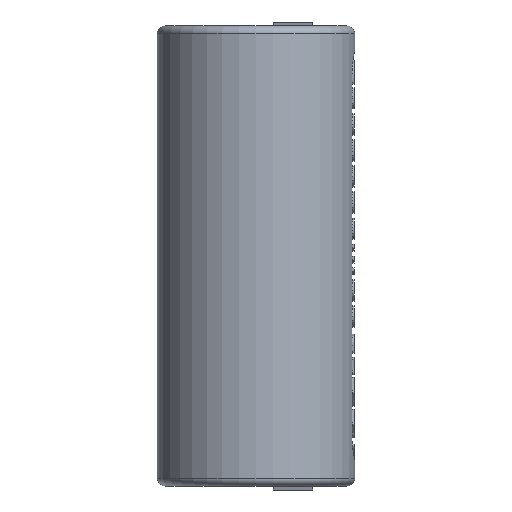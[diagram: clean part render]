
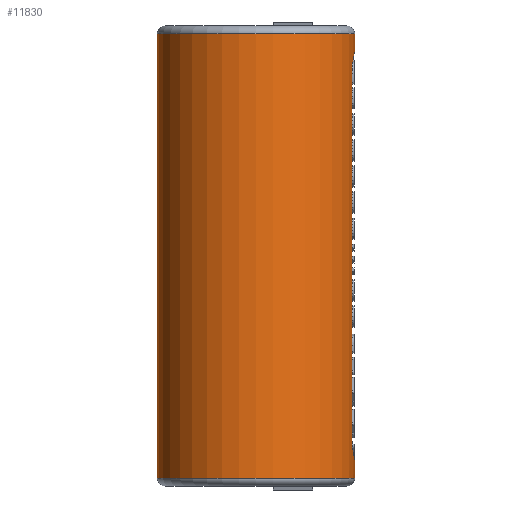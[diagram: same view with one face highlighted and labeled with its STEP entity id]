
A CAD part, front view. The second image highlights one B-rep face of the part: STEP entity #11830.
In plain terms, the highlighted cylindrical face has radius 6.25 mm (diameter 12.5 mm), a partial arc.
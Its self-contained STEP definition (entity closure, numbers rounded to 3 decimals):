
#125=CARTESIAN_POINT('',(0.,0.,-14.05));
#126=DIRECTION('',(0.,0.,-1.));
#127=DIRECTION('',(1.,0.,0.));
#128=AXIS2_PLACEMENT_3D('',#125,#126,#127);
#135=CARTESIAN_POINT('',(6.067,-1.5,11.5));
#136=CARTESIAN_POINT('',(6.067,-1.5,11.612));
#137=CARTESIAN_POINT('',(6.073,-1.475,11.832));
#138=CARTESIAN_POINT('',(6.1,-1.365,12.152));
#139=CARTESIAN_POINT('',(6.138,-1.184,12.441));
#140=CARTESIAN_POINT('',(6.181,-0.942,12.684));
#141=CARTESIAN_POINT('',(6.218,-0.652,12.865));
#142=CARTESIAN_POINT('',(6.244,-0.332,12.975));
#143=CARTESIAN_POINT('',(6.25,-0.112,13.));
#144=CARTESIAN_POINT('',(6.25,0.,13.));
#146=DIRECTION('',(0.,0.,1.));
#147=VECTOR('',#146,23.);
#148=CARTESIAN_POINT('',(6.067,-1.5,-11.5));
#149=LINE('',#148,#147);
#150=DIRECTION('',(0.,0.,1.));
#151=VECTOR('',#150,28.1);
#152=CARTESIAN_POINT('',(-6.25,0.,-14.05));
#153=LINE('',#152,#151);
#158=DIRECTION('',(0.,0.,1.));
#159=VECTOR('',#158,1.05);
#160=CARTESIAN_POINT('',(6.25,0.,13.));
#161=LINE('',#160,#159);
#162=DIRECTION('',(0.,0.,1.));
#163=VECTOR('',#162,1.05);
#164=CARTESIAN_POINT('',(6.25,0.,-14.05));
#165=LINE('',#164,#163);
#1735=CARTESIAN_POINT('',(6.25,0.,-13.));
#1736=CARTESIAN_POINT('',(6.25,-0.111,-13.));
#1737=CARTESIAN_POINT('',(6.244,-0.333,
-12.975));
#1738=CARTESIAN_POINT('',(6.218,-0.652,
-12.865));
#1739=CARTESIAN_POINT('',(6.181,-0.942,
-12.684));
#1740=CARTESIAN_POINT('',(6.138,-1.184,
-12.441));
#1741=CARTESIAN_POINT('',(6.1,-1.365,
-12.152));
#1742=CARTESIAN_POINT('',(6.073,-1.475,
-11.833));
#1743=CARTESIAN_POINT('',(6.067,-1.5,-11.611));
#1744=CARTESIAN_POINT('',(6.067,-1.5,-11.5));
#6275=CARTESIAN_POINT('',(0.,0.,14.05));
#6276=DIRECTION('',(0.,0.,1.));
#6277=DIRECTION('',(-1.,0.,0.));
#6278=AXIS2_PLACEMENT_3D('',#6275,#6276,#6277);
#9161=CARTESIAN_POINT('',(6.25,0.,14.05));
#9162=CARTESIAN_POINT('',(-6.25,0.,14.05));
#9163=VERTEX_POINT('',#9161);
#9164=VERTEX_POINT('',#9162);
#9169=CARTESIAN_POINT('',(-6.25,0.,-14.05));
#9170=CARTESIAN_POINT('',(6.25,0.,-14.05));
#9171=VERTEX_POINT('',#9169);
#9172=VERTEX_POINT('',#9170);
#9174=CARTESIAN_POINT('',(6.067,-1.5,-11.5));
#9176=VERTEX_POINT('',#9174);
#9181=VERTEX_POINT('',#1735);
#9186=CARTESIAN_POINT('',(6.067,-1.5,11.5));
#9187=VERTEX_POINT('',#9186);
#9190=VERTEX_POINT('',#144);
#11808=CARTESIAN_POINT('',(0.,0.,-14.55));
#11809=DIRECTION('',(0.,0.,1.));
#11810=DIRECTION('',(1.,0.,0.));
#11811=AXIS2_PLACEMENT_3D('',#11808,#11809,#11810);
#11812=CYLINDRICAL_SURFACE('',#11811,6.25);
#11814=ORIENTED_EDGE('',*,*,#11813,.F.);
#11816=ORIENTED_EDGE('',*,*,#11815,.F.);
#11818=ORIENTED_EDGE('',*,*,#11817,.F.);
#11820=ORIENTED_EDGE('',*,*,#11819,.F.);
#11822=ORIENTED_EDGE('',*,*,#11821,.F.);
#11823=ORIENTED_EDGE('',*,*,#11802,.T.);
#11825=ORIENTED_EDGE('',*,*,#11824,.T.);
#11827=ORIENTED_EDGE('',*,*,#11826,.T.);
#11828=EDGE_LOOP('',(#11814,#11816,#11818,#11820,#11822,#11823,#11825,#11827));
#11829=FACE_OUTER_BOUND('',#11828,.F.);
#11830=ADVANCED_FACE('',(#11829),#11812,.T.);
#129=CIRCLE('',#128,6.25);
#145=B_SPLINE_CURVE_WITH_KNOTS('',3,(#135,#136,#137,#138,#139,#140,#141,#142,
#143,#144),.UNSPECIFIED.,.F.,.F.,(4,1,1,1,1,1,1,4),(0.,0.143,
0.286,0.429,0.571,0.714,
0.857,1.),.UNSPECIFIED.);
#1745=B_SPLINE_CURVE_WITH_KNOTS('',3,(#1735,#1736,#1737,#1738,#1739,#1740,#1741,
#1742,#1743,#1744),.UNSPECIFIED.,.F.,.F.,(4,1,1,1,1,1,1,4),(0.,
0.143,0.286,0.429,0.571,
0.714,0.857,1.),.UNSPECIFIED.);
#6279=CIRCLE('',#6278,6.25);
#11802=EDGE_CURVE('',#9172,#9171,#129,.T.);
#11813=EDGE_CURVE('',#9190,#9163,#161,.T.);
#11815=EDGE_CURVE('',#9187,#9190,#145,.T.);
#11817=EDGE_CURVE('',#9176,#9187,#149,.T.);
#11819=EDGE_CURVE('',#9181,#9176,#1745,.T.);
#11821=EDGE_CURVE('',#9172,#9181,#165,.T.);
#11824=EDGE_CURVE('',#9171,#9164,#153,.T.);
#11826=EDGE_CURVE('',#9164,#9163,#6279,.T.);
